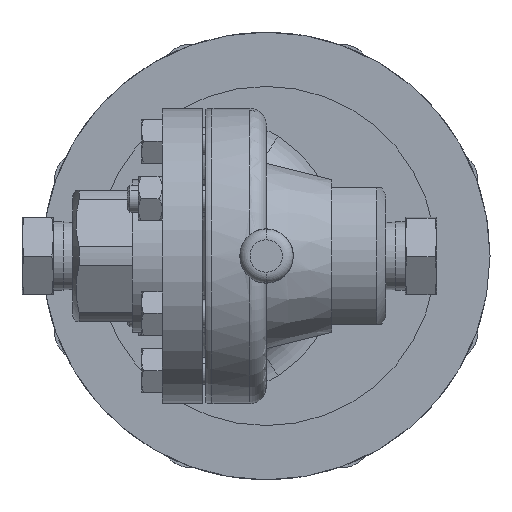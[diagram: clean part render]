
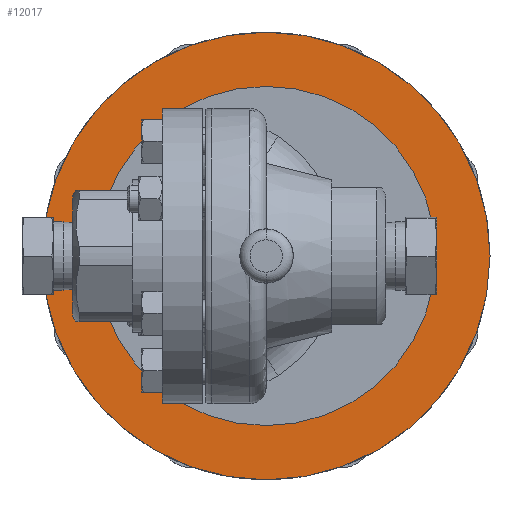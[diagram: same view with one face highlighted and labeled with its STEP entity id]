
A CAD part, front view. The second image highlights one B-rep face of the part: STEP entity #12017.
In plain terms, the highlighted planar face has unit normal (0, -1, 0).
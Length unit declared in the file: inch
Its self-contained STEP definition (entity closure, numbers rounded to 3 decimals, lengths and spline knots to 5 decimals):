
#106 = CARTESIAN_POINT ( 'NONE',  ( 0., 2.05, 0. ) ) ;
#152 = DIRECTION ( 'NONE',  ( 0., 0., 1. ) ) ;
#163 = CARTESIAN_POINT ( 'NONE',  ( -2.565, 2.05, 0. ) ) ;
#300 = AXIS2_PLACEMENT_3D ( 'NONE', #4950, #13766, #8575 ) ;
#367 = VERTEX_POINT ( 'NONE', #11644 ) ;
#1105 = CIRCLE ( 'NONE', #300, 1.94 ) ;
#1538 = VERTEX_POINT ( 'NONE', #12918 ) ;
#1761 = ORIENTED_EDGE ( 'NONE', *, *, #4845, .F. ) ;
#2057 = AXIS2_PLACEMENT_3D ( 'NONE', #106, #9986, #152 ) ;
#2648 = ORIENTED_EDGE ( 'NONE', *, *, #6265, .F. ) ;
#3348 = ORIENTED_EDGE ( 'NONE', *, *, #12485, .F. ) ;
#3563 = ORIENTED_EDGE ( 'NONE', *, *, #8216, .F. ) ;
#3977 = DIRECTION ( 'NONE',  ( 0., 0., 1. ) ) ;
#4243 = DIRECTION ( 'NONE',  ( 0., 1., 0. ) ) ;
#4500 = CARTESIAN_POINT ( 'NONE',  ( 0., 2.05, -2.56 ) ) ;
#4845 = EDGE_CURVE ( 'NONE', #15774, #367, #11767, .T. ) ;
#4910 = DIRECTION ( 'NONE',  ( 0., -1., 0. ) ) ;
#4950 = CARTESIAN_POINT ( 'NONE',  ( 0., 2.05, 0. ) ) ;
#5831 = AXIS2_PLACEMENT_3D ( 'NONE', #163, #6365, #3977 ) ;
#5992 = DIRECTION ( 'NONE',  ( 0., 0., -1. ) ) ;
#6099 = EDGE_LOOP ( 'NONE', ( #3563, #3348 ) ) ;
#6265 = EDGE_CURVE ( 'NONE', #367, #15774, #1105, .T. ) ;
#6365 = DIRECTION ( 'NONE',  ( 0., 1., 0. ) ) ;
#8136 = FACE_BOUND ( 'NONE', #15140, .T. ) ;
#8216 = EDGE_CURVE ( 'NONE', #14405, #1538, #8996, .T. ) ;
#8575 = DIRECTION ( 'NONE',  ( 0., 0., -1. ) ) ;
#8996 = CIRCLE ( 'NONE', #2057, 2.56 ) ;
#9986 = DIRECTION ( 'NONE',  ( 0., 1., 0. ) ) ;
#10858 = FACE_OUTER_BOUND ( 'NONE', #6099, .T. ) ;
#11618 = CIRCLE ( 'NONE', #11764, 2.56 ) ;
#11644 = CARTESIAN_POINT ( 'NONE',  ( 0., 2.05, -1.94 ) ) ;
#11759 = DIRECTION ( 'NONE',  ( 0., 0., 1. ) ) ;
#11764 = AXIS2_PLACEMENT_3D ( 'NONE', #12851, #4243, #11759 ) ;
#11767 = CIRCLE ( 'NONE', #13814, 1.94 ) ;
#12017 = ADVANCED_FACE ( 'NONE', ( #8136, #10858 ), #13731, .F. ) ;
#12485 = EDGE_CURVE ( 'NONE', #1538, #14405, #11618, .T. ) ;
#12540 = CARTESIAN_POINT ( 'NONE',  ( 0., 2.05, 1.94 ) ) ;
#12851 = CARTESIAN_POINT ( 'NONE',  ( 0., 2.05, 0. ) ) ;
#12918 = CARTESIAN_POINT ( 'NONE',  ( 0., 2.05, 2.56 ) ) ;
#13731 = PLANE ( 'NONE',  #5831 ) ;
#13766 = DIRECTION ( 'NONE',  ( 0., -1., 0. ) ) ;
#13814 = AXIS2_PLACEMENT_3D ( 'NONE', #14710, #4910, #5992 ) ;
#14405 = VERTEX_POINT ( 'NONE', #4500 ) ;
#14710 = CARTESIAN_POINT ( 'NONE',  ( 0., 2.05, 0. ) ) ;
#15140 = EDGE_LOOP ( 'NONE', ( #2648, #1761 ) ) ;
#15774 = VERTEX_POINT ( 'NONE', #12540 ) ;
